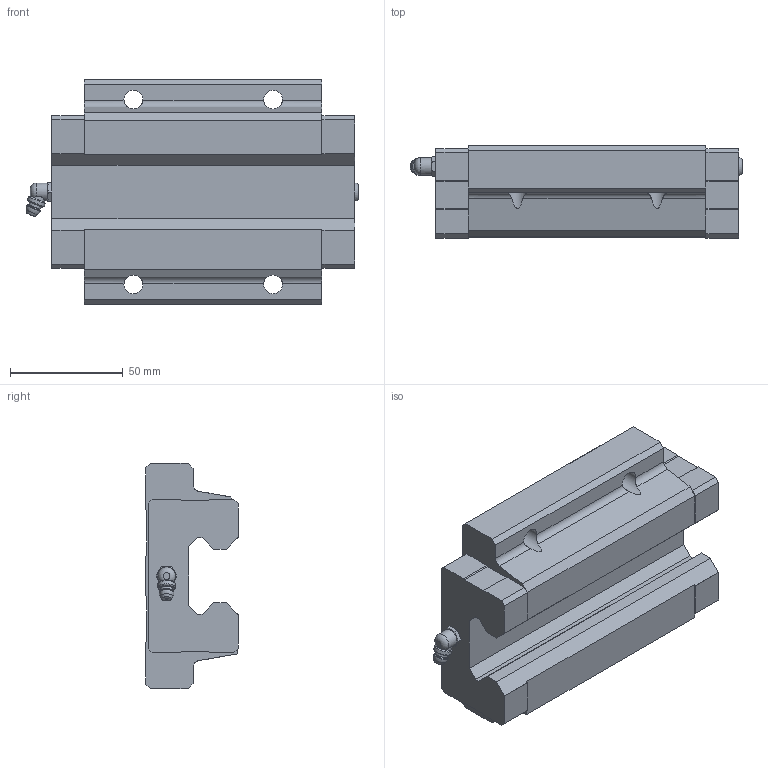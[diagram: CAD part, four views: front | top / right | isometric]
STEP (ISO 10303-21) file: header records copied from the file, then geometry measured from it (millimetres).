
FILE_DESCRIPTION(/* description */ ('STEP AP214'),/* implementation_level */ '2;1');
FILE_NAME(/* name */ 'LSH35BK-F1L-H-SB-M6',/* time_stamp */ '2022-10-10T15:22:47+02:00',/* author */ ('License CC BY-ND 4.0'),/* organization */ ('CADENAS'),/* preprocessor_version */ 'ST-DEVELOPER v18.102',/* originating_system */ 'PARTsolutions',/* authorisation */ ' ');
FILE_SCHEMA (('AUTOMOTIVE_DESIGN {1 0 10303 214 3 1 1}'));
Length unit declared in the file: millimetre
Products named in the file (1): LSH35BK-F1L-H-SB-M6
Bounding box: 147.36 x 41 x 100 mm (x, y, z)
Volume: 359169.9 mm3; surface area: 48718.5 mm2
Topology: 1 solids, 1 shells, 132 faces, 374 edges, 244 vertices
Faces by surface type: plane 102, cylinder 16, cone 8, torus 5, sphere 1
Full cylindrical faces by diameter (mm): 5.5 x1, 6.6 x1, 7.85 x1, 8 x1, 8.376 x4
Entity records: 4126 total; most frequent: CARTESIAN_POINT 820, ORIENTED_EDGE 686, DIRECTION 627, EDGE_CURVE 343, LINE 273, VECTOR 273, VERTEX_POINT 235, AXIS2_PLACEMENT_3D 177
